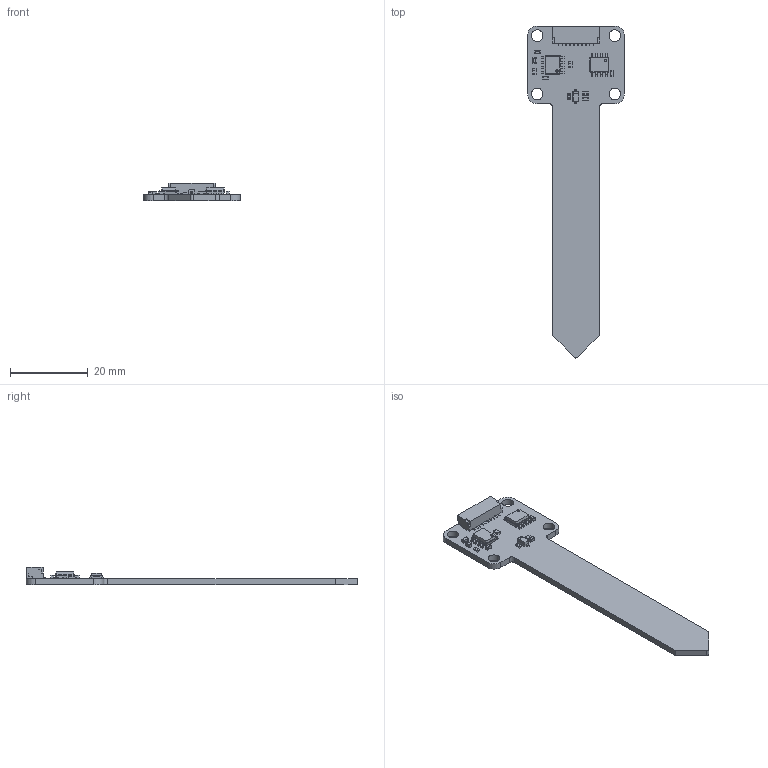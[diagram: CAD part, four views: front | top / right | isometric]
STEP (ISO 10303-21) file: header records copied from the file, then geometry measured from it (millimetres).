
FILE_DESCRIPTION(('FreeCAD Model'),'2;1');
FILE_NAME('moisture.step', '2017-08-01T10:55:34',('kicad StepUp'),('ksu MCAD'), 'Open CASCADE STEP processor 6.8','FreeCAD','Unknown');
FILE_SCHEMA(('AUTOMOTIVE_DESIGN_CC2 { 1 2 10303 214 -1 1 5 4 }'));
Length unit declared in the file: millimetre
Products named in the file (14): Pcb; R_0603_; R_0603_001; R_0603_002; R_0603_003; C_0603_; C_0603_001; C_0603_002; C_0603_003; C_0603_004; soic_8_39x49_p127_; soic_8_39x49_p127_001; SM10B-SRSS_; SOD-123_
Bounding box: 25 x 85.49 x 4.5 mm (x, y, z)
Volume: 2105 mm3; surface area: 3366.1 mm2
Topology: 14 solids, 14 shells, 808 faces, 2130 edges, 1366 vertices
Faces by surface type: plane 541, cylinder 195, bspline 64, sphere 8
Full cylindrical faces by diameter (mm): 0.6 x2, 3 x4
Entity records: 30142 total; most frequent: CARTESIAN_POINT 4589, ORIENTED_EDGE 4244, DIRECTION 3914, EDGE_CURVE 2122, LINE 1668, VECTOR 1668, VERTEX_POINT 1366, AXIS2_PLACEMENT_3D 1123
